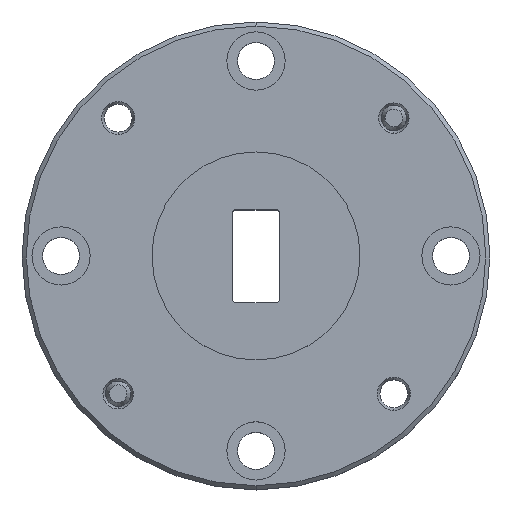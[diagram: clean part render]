
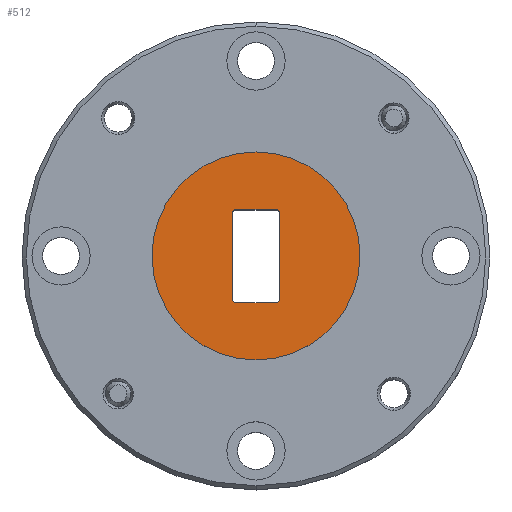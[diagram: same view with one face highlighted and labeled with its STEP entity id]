
A CAD part, top view. The second image highlights one B-rep face of the part: STEP entity #512.
In plain terms, the highlighted planar face has unit normal (0, 0, 1).
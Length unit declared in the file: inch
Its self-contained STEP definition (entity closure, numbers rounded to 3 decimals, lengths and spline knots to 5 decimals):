
#11 = CIRCLE ( 'NONE', #2096, 0.007 ) ;
#106 = CARTESIAN_POINT ( 'NONE',  ( -0.056, 0.105, -0.003 ) ) ;
#112 = CARTESIAN_POINT ( 'NONE',  ( 0.049, 0.105, -0.003 ) ) ;
#266 = DIRECTION ( 'NONE',  ( 1., 0., 0. ) ) ;
#389 = FACE_OUTER_BOUND ( 'NONE', #792, .T. ) ;
#487 = DIRECTION ( 'NONE',  ( 0., 0., 1. ) ) ;
#512 = ADVANCED_FACE ( 'NONE', ( #389, #3962 ), #1895, .F. ) ;
#530 = DIRECTION ( 'NONE',  ( -1., 0., 0. ) ) ;
#630 = AXIS2_PLACEMENT_3D ( 'NONE', #2172, #2853, #766 ) ;
#649 = VERTEX_POINT ( 'NONE', #4374 ) ;
#714 = ORIENTED_EDGE ( 'NONE', *, *, #2834, .F. ) ;
#766 = DIRECTION ( 'NONE',  ( 1., 0., 0. ) ) ;
#782 = ORIENTED_EDGE ( 'NONE', *, *, #3337, .F. ) ;
#792 = EDGE_LOOP ( 'NONE', ( #714, #3287 ) ) ;
#980 = VERTEX_POINT ( 'NONE', #106 ) ;
#1027 = CARTESIAN_POINT ( 'NONE',  ( -0.049, -0.112, -0.003 ) ) ;
#1151 = DIRECTION ( 'NONE',  ( 0., 1., 0. ) ) ;
#1268 = CARTESIAN_POINT ( 'NONE',  ( 0.049, 0.112, -0.003 ) ) ;
#1360 = CARTESIAN_POINT ( 'NONE',  ( 0.056, 0.105, -0.003 ) ) ;
#1364 = CARTESIAN_POINT ( 'NONE',  ( -0.049, -0.105, -0.003 ) ) ;
#1422 = AXIS2_PLACEMENT_3D ( 'NONE', #1364, #3795, #3091 ) ;
#1429 = VECTOR ( 'NONE', #3271, 39.37008 ) ;
#1434 = CIRCLE ( 'NONE', #4051, 0.007 ) ;
#1455 = ORIENTED_EDGE ( 'NONE', *, *, #4050, .F. ) ;
#1470 = CARTESIAN_POINT ( 'NONE',  ( 0., 0.25, -0.003 ) ) ;
#1476 = AXIS2_PLACEMENT_3D ( 'NONE', #3389, #3085, #3416 ) ;
#1488 = LINE ( 'NONE', #3607, #1429 ) ;
#1556 = ORIENTED_EDGE ( 'NONE', *, *, #3314, .F. ) ;
#1653 = LINE ( 'NONE', #2216, #2525 ) ;
#1662 = CIRCLE ( 'NONE', #1476, 0.25 ) ;
#1708 = CARTESIAN_POINT ( 'NONE',  ( 0.056, -0.105, -0.003 ) ) ;
#1739 = VERTEX_POINT ( 'NONE', #4412 ) ;
#1880 = DIRECTION ( 'NONE',  ( 0., 0., -1. ) ) ;
#1894 = EDGE_LOOP ( 'NONE', ( #3592, #2182, #1455, #2815, #1556, #782, #3780, #2014 ) ) ;
#1895 = PLANE ( 'NONE',  #2580 ) ;
#2014 = ORIENTED_EDGE ( 'NONE', *, *, #4288, .F. ) ;
#2096 = AXIS2_PLACEMENT_3D ( 'NONE', #4377, #2300, #3749 ) ;
#2131 = DIRECTION ( 'NONE',  ( 0., -1., 0. ) ) ;
#2172 = CARTESIAN_POINT ( 'NONE',  ( 0., 0., -0.003 ) ) ;
#2178 = CARTESIAN_POINT ( 'NONE',  ( 0.049, -0.112, -0.003 ) ) ;
#2182 = ORIENTED_EDGE ( 'NONE', *, *, #2250, .F. ) ;
#2216 = CARTESIAN_POINT ( 'NONE',  ( 0.056, 0.105, -0.003 ) ) ;
#2227 = DIRECTION ( 'NONE',  ( 0., 1., 0. ) ) ;
#2231 = VERTEX_POINT ( 'NONE', #1470 ) ;
#2250 = EDGE_CURVE ( 'NONE', #2491, #649, #4085, .T. ) ;
#2256 = DIRECTION ( 'NONE',  ( 0., 0., 1. ) ) ;
#2281 = VERTEX_POINT ( 'NONE', #3031 ) ;
#2300 = DIRECTION ( 'NONE',  ( 0., 0., 1. ) ) ;
#2338 = CIRCLE ( 'NONE', #1422, 0.007 ) ;
#2491 = VERTEX_POINT ( 'NONE', #1027 ) ;
#2510 = VERTEX_POINT ( 'NONE', #1708 ) ;
#2525 = VECTOR ( 'NONE', #4335, 39.37008 ) ;
#2580 = AXIS2_PLACEMENT_3D ( 'NONE', #2912, #1880, #2227 ) ;
#2634 = CARTESIAN_POINT ( 'NONE',  ( -0.056, -0.105, -0.003 ) ) ;
#2659 = EDGE_CURVE ( 'NONE', #649, #2510, #2862, .T. ) ;
#2686 = VECTOR ( 'NONE', #530, 39.37008 ) ;
#2815 = ORIENTED_EDGE ( 'NONE', *, *, #4394, .F. ) ;
#2834 = EDGE_CURVE ( 'NONE', #1739, #2231, #1662, .T. ) ;
#2853 = DIRECTION ( 'NONE',  ( 0., 0., -1. ) ) ;
#2862 = CIRCLE ( 'NONE', #3931, 0.007 ) ;
#2900 = CARTESIAN_POINT ( 'NONE',  ( -0.049, 0.112, -0.003 ) ) ;
#2912 = CARTESIAN_POINT ( 'NONE',  ( 0.086, 0.142, -0.003 ) ) ;
#3031 = CARTESIAN_POINT ( 'NONE',  ( 0.049, 0.112, -0.003 ) ) ;
#3066 = VERTEX_POINT ( 'NONE', #1360 ) ;
#3085 = DIRECTION ( 'NONE',  ( 0., 0., -1. ) ) ;
#3091 = DIRECTION ( 'NONE',  ( 0., 1., 0. ) ) ;
#3115 = EDGE_CURVE ( 'NONE', #2231, #1739, #3578, .T. ) ;
#3166 = VECTOR ( 'NONE', #266, 39.37008 ) ;
#3193 = EDGE_CURVE ( 'NONE', #3066, #2281, #1434, .T. ) ;
#3255 = VERTEX_POINT ( 'NONE', #2900 ) ;
#3271 = DIRECTION ( 'NONE',  ( 0., -1., 0. ) ) ;
#3287 = ORIENTED_EDGE ( 'NONE', *, *, #3115, .F. ) ;
#3299 = LINE ( 'NONE', #1268, #2686 ) ;
#3314 = EDGE_CURVE ( 'NONE', #3255, #980, #11, .T. ) ;
#3337 = EDGE_CURVE ( 'NONE', #2281, #3255, #3299, .T. ) ;
#3389 = CARTESIAN_POINT ( 'NONE',  ( 0., 0., -0.003 ) ) ;
#3416 = DIRECTION ( 'NONE',  ( 1., 0., 0. ) ) ;
#3578 = CIRCLE ( 'NONE', #630, 0.25 ) ;
#3592 = ORIENTED_EDGE ( 'NONE', *, *, #2659, .F. ) ;
#3607 = CARTESIAN_POINT ( 'NONE',  ( -0.056, 0.105, -0.003 ) ) ;
#3749 = DIRECTION ( 'NONE',  ( 0., 1., 0. ) ) ;
#3780 = ORIENTED_EDGE ( 'NONE', *, *, #3193, .F. ) ;
#3795 = DIRECTION ( 'NONE',  ( 0., 0., 1. ) ) ;
#3931 = AXIS2_PLACEMENT_3D ( 'NONE', #4000, #487, #2131 ) ;
#3962 = FACE_BOUND ( 'NONE', #1894, .T. ) ;
#4000 = CARTESIAN_POINT ( 'NONE',  ( 0.049, -0.105, -0.003 ) ) ;
#4050 = EDGE_CURVE ( 'NONE', #4423, #2491, #2338, .T. ) ;
#4051 = AXIS2_PLACEMENT_3D ( 'NONE', #112, #2256, #1151 ) ;
#4085 = LINE ( 'NONE', #2178, #3166 ) ;
#4288 = EDGE_CURVE ( 'NONE', #2510, #3066, #1653, .T. ) ;
#4335 = DIRECTION ( 'NONE',  ( 0., 1., 0. ) ) ;
#4374 = CARTESIAN_POINT ( 'NONE',  ( 0.049, -0.112, -0.003 ) ) ;
#4377 = CARTESIAN_POINT ( 'NONE',  ( -0.049, 0.105, -0.003 ) ) ;
#4394 = EDGE_CURVE ( 'NONE', #980, #4423, #1488, .T. ) ;
#4412 = CARTESIAN_POINT ( 'NONE',  ( 0., -0.25, -0.003 ) ) ;
#4423 = VERTEX_POINT ( 'NONE', #2634 ) ;
